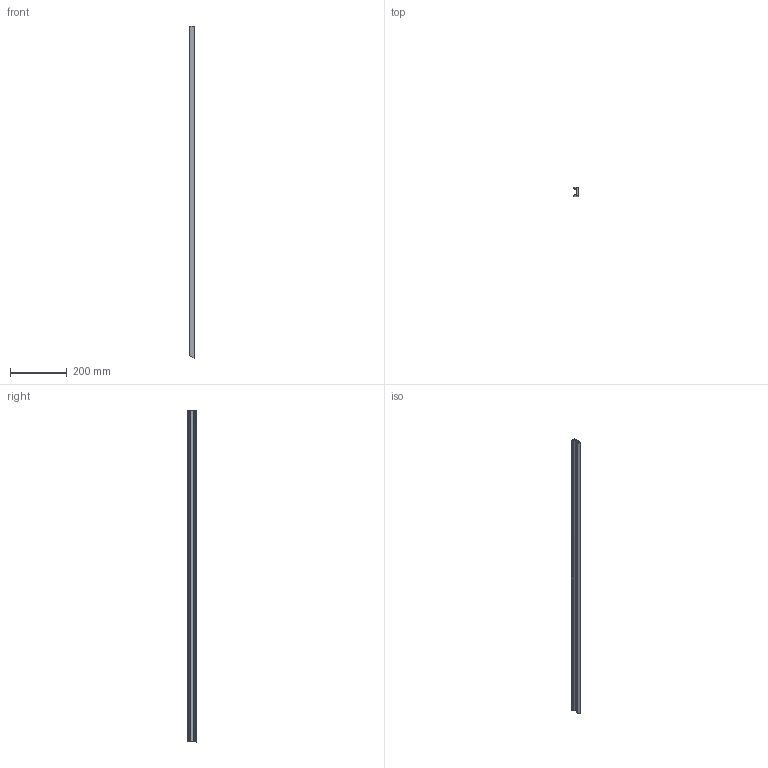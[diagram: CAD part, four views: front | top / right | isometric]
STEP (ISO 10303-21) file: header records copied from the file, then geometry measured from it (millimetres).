
FILE_DESCRIPTION (( 'STEP AP203' ), '1' );
FILE_NAME ('A13.STEP', '2020-05-28T08:32:39', ( '' ), ( '' ), 'SwSTEP 2.0', 'SolidWorks 2017', '' );
FILE_SCHEMA (( 'CONFIG_CONTROL_DESIGN' ));
Length unit declared in the file: millimetre
Products named in the file (1): A13
Bounding box: 15 x 30 x 1172.57 mm (x, y, z)
Volume: 257103.1 mm3; surface area: 124518.2 mm2
Topology: 1 solids, 1 shells, 14 faces, 36 edges, 24 vertices
Faces by surface type: plane 9, cylinder 5
Entity records: 555 total; most frequent: CARTESIAN_POINT 141, ORIENTED_EDGE 72, DIRECTION 66, EDGE_CURVE 36, VECTOR 24, VERTEX_POINT 24, LINE 24, AXIS2_PLACEMENT_3D 21
